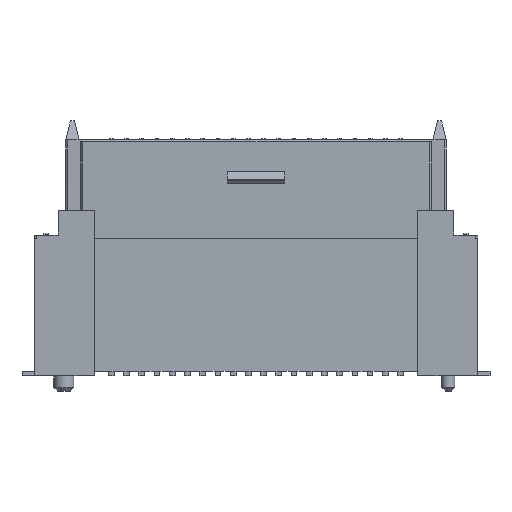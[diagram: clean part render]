
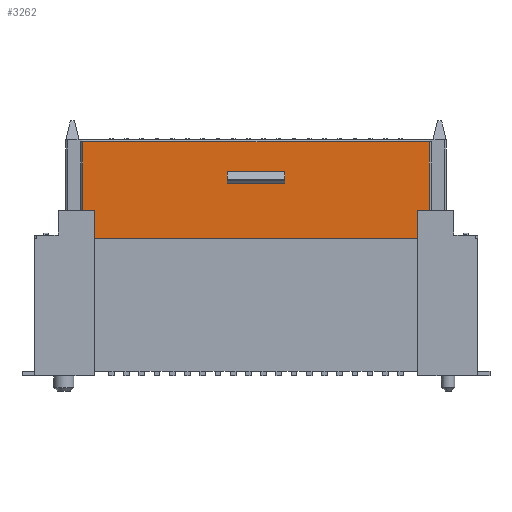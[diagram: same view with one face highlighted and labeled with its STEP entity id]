
A CAD part, front view. The second image highlights one B-rep face of the part: STEP entity #3262.
In plain terms, the highlighted planar face has unit normal (0, -1, 0).
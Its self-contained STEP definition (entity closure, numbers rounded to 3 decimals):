
#91=CARTESIAN_POINT('',(3.15,0.825,-4.7));
#92=VERTEX_POINT('',#91);
#99=CARTESIAN_POINT('',(2.55,0.825,-4.7));
#100=VERTEX_POINT('',#99);
#101=CARTESIAN_POINT('',(3.15,0.825,-4.7));
#102=DIRECTION('',(-1.,0.,0.));
#103=VECTOR('',#102,0.6);
#104=LINE('',#101,#103);
#105=EDGE_CURVE('',#92,#100,#104,.T.);
#319=CARTESIAN_POINT('',(20.15,0.825,-4.7));
#320=VERTEX_POINT('',#319);
#421=CARTESIAN_POINT('',(20.75,0.825,-4.7));
#422=VERTEX_POINT('',#421);
#435=CARTESIAN_POINT('',(20.75,0.825,-4.7));
#436=DIRECTION('',(-1.,0.,0.));
#437=VECTOR('',#436,0.6);
#438=LINE('',#435,#437);
#439=EDGE_CURVE('',#422,#320,#438,.T.);
#652=CARTESIAN_POINT('',(2.55,0.825,-1.1));
#653=VERTEX_POINT('',#652);
#684=CARTESIAN_POINT('',(2.55,0.825,-4.7));
#685=DIRECTION('',(0.,0.,1.));
#686=VECTOR('',#685,3.6);
#687=LINE('',#684,#686);
#688=EDGE_CURVE('',#100,#653,#687,.T.);
#2637=CARTESIAN_POINT('',(20.75,0.825,-1.1));
#2638=VERTEX_POINT('',#2637);
#2639=CARTESIAN_POINT('',(2.55,0.825,-1.1));
#2640=DIRECTION('',(1.,0.,0.));
#2641=VECTOR('',#2640,18.2);
#2642=LINE('',#2639,#2641);
#2643=EDGE_CURVE('',#653,#2638,#2642,.T.);
#2682=CARTESIAN_POINT('',(10.15,0.825,-2.671));
#2683=VERTEX_POINT('',#2682);
#2700=CARTESIAN_POINT('',(13.15,0.825,-2.671));
#2701=VERTEX_POINT('',#2700);
#2708=CARTESIAN_POINT('',(13.15,0.825,-2.671));
#2709=DIRECTION('',(-1.,0.,0.));
#2710=VECTOR('',#2709,3.);
#2711=LINE('',#2708,#2710);
#2712=EDGE_CURVE('',#2701,#2683,#2711,.T.);
#2737=CARTESIAN_POINT('',(13.15,0.825,-3.271));
#2738=VERTEX_POINT('',#2737);
#2748=CARTESIAN_POINT('',(13.15,0.825,-3.271));
#2749=DIRECTION('',(0.,0.,1.));
#2750=VECTOR('',#2749,0.6);
#2751=LINE('',#2748,#2750);
#2752=EDGE_CURVE('',#2738,#2701,#2751,.T.);
#2771=CARTESIAN_POINT('',(10.15,0.825,-3.271));
#2772=VERTEX_POINT('',#2771);
#2779=CARTESIAN_POINT('',(10.15,0.825,-3.271));
#2780=DIRECTION('',(1.,0.,0.));
#2781=VECTOR('',#2780,3.);
#2782=LINE('',#2779,#2781);
#2783=EDGE_CURVE('',#2772,#2738,#2782,.T.);
#2807=CARTESIAN_POINT('',(10.15,0.825,-2.671));
#2808=DIRECTION('',(0.,0.,-1.));
#2809=VECTOR('',#2808,0.6);
#2810=LINE('',#2807,#2809);
#2811=EDGE_CURVE('',#2683,#2772,#2810,.T.);
#3217=CARTESIAN_POINT('',(11.65,0.825,-4.625));
#3218=DIRECTION('',(1.,0.,0.));
#3219=DIRECTION('',(0.,-1.,0.));
#3220=AXIS2_PLACEMENT_3D('',#3217,#3219,#3218);
#3221=PLANE('',#3220);
#3222=ORIENTED_EDGE('',*,*,#439,.F.);
#3223=CARTESIAN_POINT('',(20.75,0.825,-4.7));
#3224=DIRECTION('',(0.,0.,1.));
#3225=VECTOR('',#3224,3.6);
#3226=LINE('',#3223,#3225);
#3227=EDGE_CURVE('',#422,#2638,#3226,.T.);
#3228=ORIENTED_EDGE('',*,*,#3227,.T.);
#3229=ORIENTED_EDGE('',*,*,#2643,.F.);
#3230=ORIENTED_EDGE('',*,*,#688,.F.);
#3231=ORIENTED_EDGE('',*,*,#105,.F.);
#3232=CARTESIAN_POINT('',(3.15,0.825,-6.2));
#3233=VERTEX_POINT('',#3232);
#3234=CARTESIAN_POINT('',(3.15,0.825,-4.7));
#3235=DIRECTION('',(0.,0.,-1.));
#3236=VECTOR('',#3235,1.5);
#3237=LINE('',#3234,#3236);
#3238=EDGE_CURVE('',#92,#3233,#3237,.T.);
#3239=ORIENTED_EDGE('',*,*,#3238,.T.);
#3240=CARTESIAN_POINT('',(20.15,0.825,-6.2));
#3241=VERTEX_POINT('',#3240);
#3242=CARTESIAN_POINT('',(3.15,0.825,-6.2));
#3243=DIRECTION('',(1.,0.,0.));
#3244=VECTOR('',#3243,17.);
#3245=LINE('',#3242,#3244);
#3246=EDGE_CURVE('',#3233,#3241,#3245,.T.);
#3247=ORIENTED_EDGE('',*,*,#3246,.T.);
#3248=CARTESIAN_POINT('',(20.15,0.825,-6.2));
#3249=DIRECTION('',(0.,0.,1.));
#3250=VECTOR('',#3249,1.5);
#3251=LINE('',#3248,#3250);
#3252=EDGE_CURVE('',#3241,#320,#3251,.T.);
#3253=ORIENTED_EDGE('',*,*,#3252,.T.);
#3254=EDGE_LOOP('',(#3222,#3228,#3229,#3230,#3231,#3239,#3247,#3253));
#3255=FACE_OUTER_BOUND('',#3254,.T.);
#3256=ORIENTED_EDGE('',*,*,#2712,.F.);
#3257=ORIENTED_EDGE('',*,*,#2752,.F.);
#3258=ORIENTED_EDGE('',*,*,#2783,.F.);
#3259=ORIENTED_EDGE('',*,*,#2811,.F.);
#3260=EDGE_LOOP('',(#3256,#3257,#3258,#3259));
#3261=FACE_BOUND('',#3260,.T.);
#3262=ADVANCED_FACE('',(#3255,#3261),#3221,.T.);
